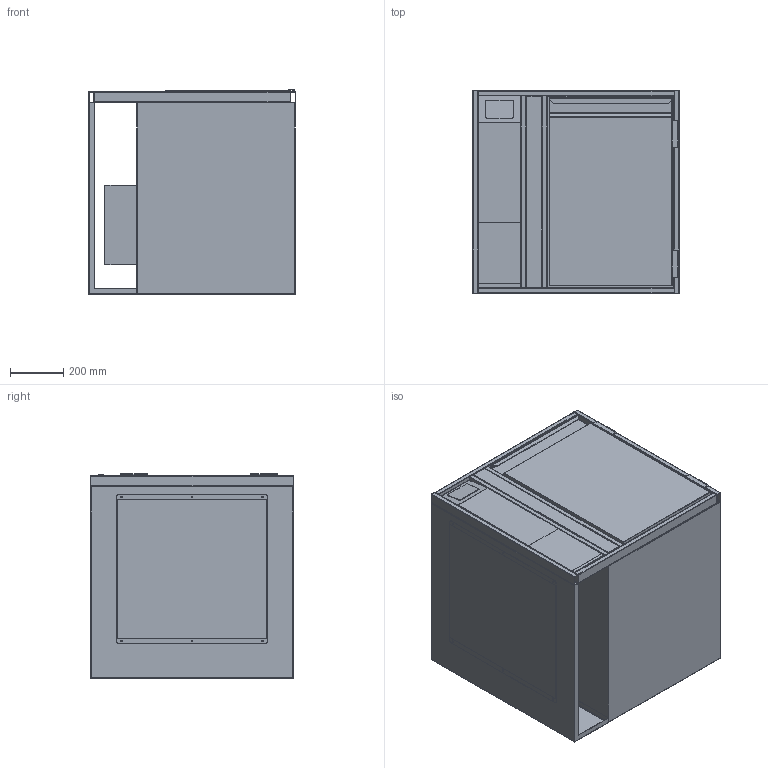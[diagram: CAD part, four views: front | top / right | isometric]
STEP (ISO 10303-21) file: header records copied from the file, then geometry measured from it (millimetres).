
FILE_DESCRIPTION (( 'STEP AP203' ), '1' );
FILE_NAME ('G-BKZ-1-76-L-1T.step', '2024-02-26T13:32:30', ( '' ), ( '' ), 'SwSTEP 2.0', 'SolidWorks 2023', '' );
FILE_SCHEMA (( 'CONFIG_CONTROL_DESIGN' ));
Length unit declared in the file: millimetre
Products named in the file (8): 24-02-55012_G-KT-Korpus-595-760-760-L; 20-03-43319_G-BK-Einbauelement-Tür-475-760-760-R; 20-03-43331_G-KT-Auflage-475-760-ohne-Rost; G-BKZ-1-76-L-1T; 20-03-43318_G-KT-Rahmen-Tür-475-760; 18-06-35404_TUER-460-705-R; 21-01-47565_G-KT-FRR-760-775--595B-1SV60-180; 24-02-55011_G-KT-Fach-Z-L-180-760-760
Assembly tree (12 placements, depth 3):
  G-BKZ-1-76-L-1T
    24-02-55012_G-KT-Korpus-595-760-760-L
    21-01-47565_G-KT-FRR-760-775--595B-1SV60-180
    24-02-55011_G-KT-Fach-Z-L-180-760-760
    20-03-43319_G-BK-Einbauelement-Tür-475-760-760-R
      20-03-43318_G-KT-Rahmen-Tür-475-760
      18-06-35404_TUER-460-705-R
      20-03-43331_G-KT-Auflage-475-760-ohne-Rost  x6
Bounding box: 776 x 760 x 767.5 mm (x, y, z)
Volume: 14874288.9 mm3; surface area: 10509855 mm2
Topology: 20 solids, 25 shells, 642 faces, 1547 edges, 942 vertices
Faces by surface type: plane 386, cylinder 211, sphere 22, torus 16, bspline 7
Entity records: 15373 total; most frequent: CARTESIAN_POINT 2759, DIRECTION 2476, ORIENTED_EDGE 2370, EDGE_CURVE 1187, AXIS2_PLACEMENT_3D 841, LINE 794, VECTOR 794, VERTEX_POINT 742
